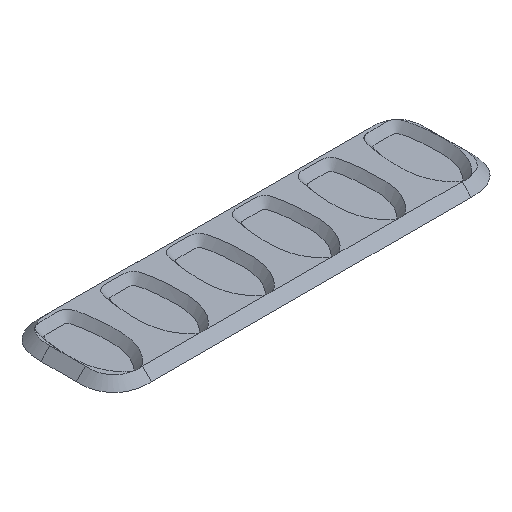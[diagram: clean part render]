
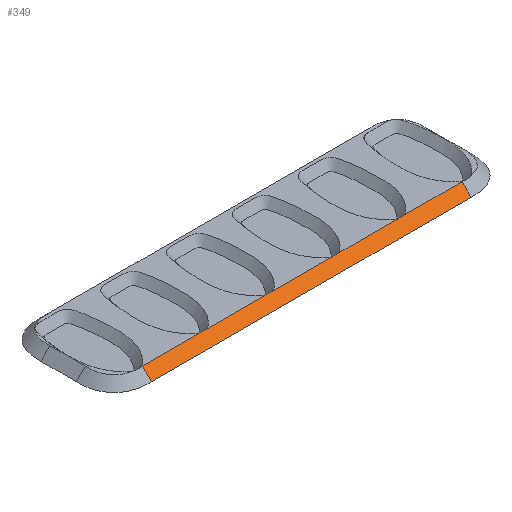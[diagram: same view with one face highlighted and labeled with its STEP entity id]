
A CAD part, isometric view. The second image highlights one B-rep face of the part: STEP entity #349.
In plain terms, the highlighted planar face has unit normal (0, -0.707, 0.707).
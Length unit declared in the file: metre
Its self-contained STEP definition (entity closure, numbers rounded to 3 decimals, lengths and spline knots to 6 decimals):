
#22=LINE('',#464,#34);
#23=LINE('',#514,#35);
#24=LINE('',#564,#36);
#25=LINE('',#614,#37);
#29=LINE('',#868,#41);
#30=LINE('',#870,#42);
#34=VECTOR('',#379,1.);
#35=VECTOR('',#380,1.);
#36=VECTOR('',#381,1.);
#37=VECTOR('',#382,1.);
#41=VECTOR('',#386,1.);
#42=VECTOR('',#389,1.);
#130=ORIENTED_EDGE('',*,*,#178,.F.);
#131=ORIENTED_EDGE('',*,*,#161,.F.);
#132=ORIENTED_EDGE('',*,*,#189,.T.);
#133=ORIENTED_EDGE('',*,*,#162,.F.);
#134=ORIENTED_EDGE('',*,*,#188,.T.);
#135=ORIENTED_EDGE('',*,*,#149,.F.);
#136=ORIENTED_EDGE('',*,*,#172,.F.);
#137=ORIENTED_EDGE('',*,*,#147,.F.);
#138=ORIENTED_EDGE('',*,*,#174,.F.);
#139=ORIENTED_EDGE('',*,*,#145,.F.);
#140=ORIENTED_EDGE('',*,*,#176,.F.);
#141=ORIENTED_EDGE('',*,*,#143,.F.);
#143=EDGE_CURVE('',#191,#192,#22,.T.);
#145=EDGE_CURVE('',#193,#194,#23,.T.);
#147=EDGE_CURVE('',#195,#196,#24,.T.);
#149=EDGE_CURVE('',#197,#198,#25,.T.);
#161=EDGE_CURVE('',#209,#190,#29,.T.);
#162=EDGE_CURVE('',#210,#211,#30,.T.);
#172=EDGE_CURVE('',#196,#197,#242,.T.);
#174=EDGE_CURVE('',#194,#195,#244,.T.);
#176=EDGE_CURVE('',#192,#193,#246,.T.);
#178=EDGE_CURVE('',#190,#191,#248,.T.);
#188=EDGE_CURVE('',#210,#198,#258,.T.);
#189=EDGE_CURVE('',#209,#211,#259,.T.);
#190=VERTEX_POINT('',#462);
#191=VERTEX_POINT('',#463);
#192=VERTEX_POINT('',#465);
#193=VERTEX_POINT('',#513);
#194=VERTEX_POINT('',#515);
#195=VERTEX_POINT('',#563);
#196=VERTEX_POINT('',#565);
#197=VERTEX_POINT('',#613);
#198=VERTEX_POINT('',#615);
#209=VERTEX_POINT('',#867);
#210=VERTEX_POINT('',#871);
#211=VERTEX_POINT('',#872);
#242=B_SPLINE_CURVE_WITH_KNOTS('',3,(#1626,#1627,#1628,#1629),
 .UNSPECIFIED.,.F.,.F.,(4,4),(0.,0.00287),.UNSPECIFIED.);
#244=B_SPLINE_CURVE_WITH_KNOTS('',3,(#1964,#1965,#1966,#1967),
 .UNSPECIFIED.,.F.,.F.,(4,4),(0.,0.00287),.UNSPECIFIED.);
#246=B_SPLINE_CURVE_WITH_KNOTS('',3,(#2302,#2303,#2304,#2305),
 .UNSPECIFIED.,.F.,.F.,(4,4),(0.,0.00287),.UNSPECIFIED.);
#248=B_SPLINE_CURVE_WITH_KNOTS('',3,(#2640,#2641,#2642,#2643),
 .UNSPECIFIED.,.F.,.F.,(4,4),(0.,0.00287),.UNSPECIFIED.);
#258=B_SPLINE_CURVE_WITH_KNOTS('',3,(#3177,#3178,#3179,#3180),
 .UNSPECIFIED.,.F.,.F.,(4,4),(0.,1.),.UNSPECIFIED.);
#259=B_SPLINE_CURVE_WITH_KNOTS('',3,(#3217,#3218,#3219,#3220),
 .UNSPECIFIED.,.F.,.F.,(4,4),(0.,1.),.UNSPECIFIED.);
#287=EDGE_LOOP('',(#130,#131,#132,#133,#134,#135,#136,#137,#138,#139,#140,
#141));
#315=FACE_BOUND('',#287,.T.);
#327=PLANE('',#374);
#349=ADVANCED_FACE('',(#315),#327,.F.);
#374=AXIS2_PLACEMENT_3D('',#3221,#411,#412);
#379=DIRECTION('',(1.,0.,0.));
#380=DIRECTION('',(1.,0.,0.));
#381=DIRECTION('',(1.,0.,0.));
#382=DIRECTION('',(1.,0.,0.));
#386=DIRECTION('',(1.,0.,0.));
#389=DIRECTION('',(-1.,0.,0.));
#411=DIRECTION('',(0.,0.707,-0.707));
#412=DIRECTION('',(-1.,0.,0.));
#462=CARTESIAN_POINT('',(-0.141431,-0.044148,0.0048));
#463=CARTESIAN_POINT('',(-0.138569,-0.044148,0.0048));
#464=CARTESIAN_POINT('',(0.,-0.044148,0.0048));
#465=CARTESIAN_POINT('',(-0.106431,-0.044148,0.0048));
#513=CARTESIAN_POINT('',(-0.103569,-0.044148,0.0048));
#514=CARTESIAN_POINT('',(0.,-0.044148,0.0048));
#515=CARTESIAN_POINT('',(-0.071431,-0.044148,0.0048));
#563=CARTESIAN_POINT('',(-0.068569,-0.044148,0.0048));
#564=CARTESIAN_POINT('',(0.,-0.044148,0.0048));
#565=CARTESIAN_POINT('',(-0.036431,-0.044148,0.0048));
#613=CARTESIAN_POINT('',(-0.033569,-0.044148,0.0048));
#614=CARTESIAN_POINT('',(0.,-0.044148,0.0048));
#615=CARTESIAN_POINT('',(-0.0025,-0.044148,0.0048));
#867=CARTESIAN_POINT('',(-0.1725,-0.044148,0.0048));
#868=CARTESIAN_POINT('',(0.,-0.044148,0.0048));
#870=CARTESIAN_POINT('',(0.,-0.048948,0.));
#871=CARTESIAN_POINT('',(-0.0025,-0.048948,0.));
#872=CARTESIAN_POINT('',(-0.1725,-0.048948,0.));
#1626=CARTESIAN_POINT('',(-0.036431,-0.044148,0.0048));
#1627=CARTESIAN_POINT('',(-0.035488,-0.044296,0.004653));
#1628=CARTESIAN_POINT('',(-0.034513,-0.044296,0.004653));
#1629=CARTESIAN_POINT('',(-0.033569,-0.044148,0.0048));
#1964=CARTESIAN_POINT('',(-0.071431,-0.044148,0.0048));
#1965=CARTESIAN_POINT('',(-0.070488,-0.044296,0.004653));
#1966=CARTESIAN_POINT('',(-0.069513,-0.044296,0.004653));
#1967=CARTESIAN_POINT('',(-0.068569,-0.044148,0.0048));
#2302=CARTESIAN_POINT('',(-0.106431,-0.044148,0.0048));
#2303=CARTESIAN_POINT('',(-0.105488,-0.044296,0.004653));
#2304=CARTESIAN_POINT('',(-0.104513,-0.044296,0.004653));
#2305=CARTESIAN_POINT('',(-0.103569,-0.044148,0.0048));
#2640=CARTESIAN_POINT('',(-0.141431,-0.044148,0.0048));
#2641=CARTESIAN_POINT('',(-0.140488,-0.044296,0.004653));
#2642=CARTESIAN_POINT('',(-0.139513,-0.044296,0.004653));
#2643=CARTESIAN_POINT('',(-0.138569,-0.044148,0.0048));
#3177=CARTESIAN_POINT('',(-0.0025,-0.048948,0.));
#3178=CARTESIAN_POINT('',(-0.0025,-0.047348,0.0016));
#3179=CARTESIAN_POINT('',(-0.0025,-0.045748,0.0032));
#3180=CARTESIAN_POINT('',(-0.0025,-0.044148,0.0048));
#3217=CARTESIAN_POINT('',(-0.1725,-0.044148,0.0048));
#3218=CARTESIAN_POINT('',(-0.1725,-0.045748,0.0032));
#3219=CARTESIAN_POINT('',(-0.1725,-0.047348,0.0016));
#3220=CARTESIAN_POINT('',(-0.1725,-0.048948,0.));
#3221=CARTESIAN_POINT('',(0.,-0.048948,0.));
